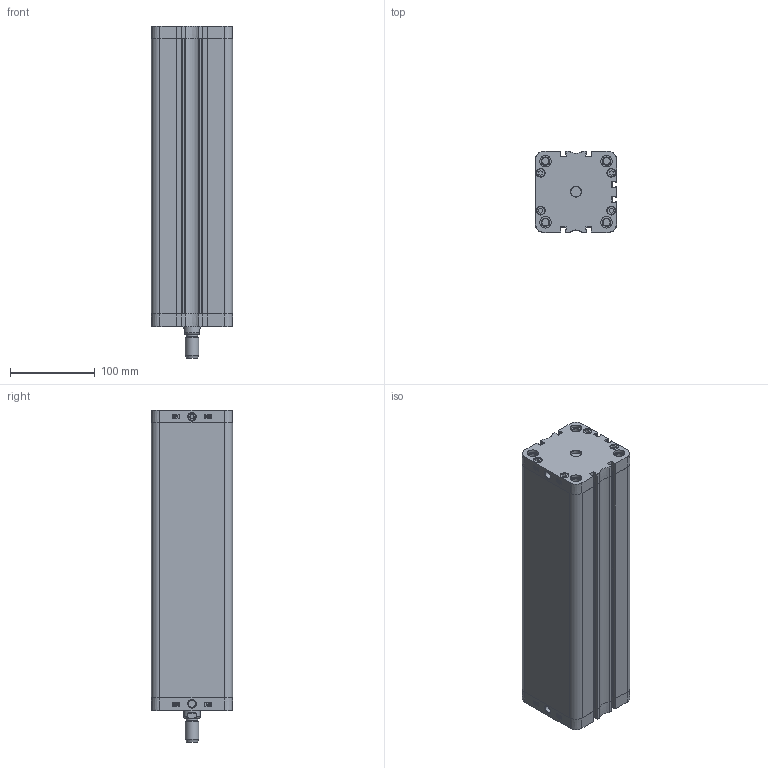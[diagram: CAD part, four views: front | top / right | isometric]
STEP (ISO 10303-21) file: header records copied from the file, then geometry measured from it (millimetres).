
FILE_DESCRIPTION((''),'2;1');
FILE_NAME('PDM080.300.GS.M.stp','2014-01-16T15:18:52',('carlo.corazza'),(''),'Autodesk Inventor 2012','Autodesk Inventor 2012','');
FILE_SCHEMA(('AUTOMOTIVE_DESIGN { 1 0 10303 214 1 1 1 1 }'));
Length unit declared in the file: millimetre
Products named in the file (5): PDM080..GS.M; TP; TA; STELO-300; CORPO-300
Assembly tree (4 placements, depth 2):
  PDM080..GS.M
    TP
    TA
    STELO-300
    CORPO-300
Bounding box: 95.5 x 95.5 x 391 mm (x, y, z)
Volume: 1553650.9 mm3; surface area: 314171.1 mm2
Topology: 4 solids, 4 shells, 735 faces, 1925 edges, 1267 vertices
Faces by surface type: plane 339, cylinder 201, bspline 130, cone 44, torus 21
Full cylindrical faces by diameter (mm): 5 x1, 8.376 x9, 8.566 x2, 9.8 x8, 10.3 x8, 12 x1, 13.5 x9, 16 x1, 20 x1, 20.6 x1, 21.9 x1, 23 x1, 25 x1, 80 x1
Entity records: 23486 total; most frequent: CARTESIAN_POINT 5820, ORIENTED_EDGE 3634, DIRECTION 3268, EDGE_CURVE 1817, VERTEX_POINT 1257, AXIS2_PLACEMENT_3D 1101, VECTOR 1066, LINE 1066
